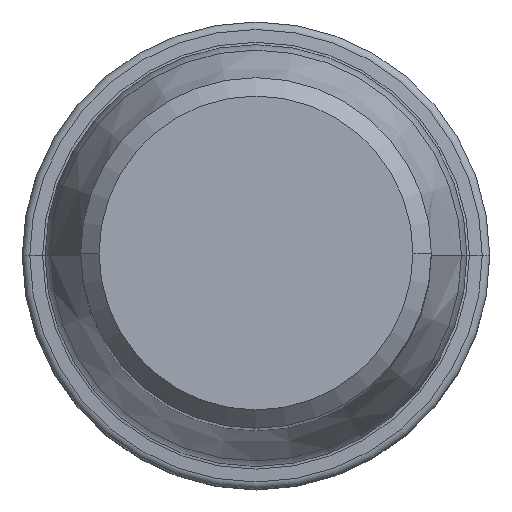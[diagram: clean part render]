
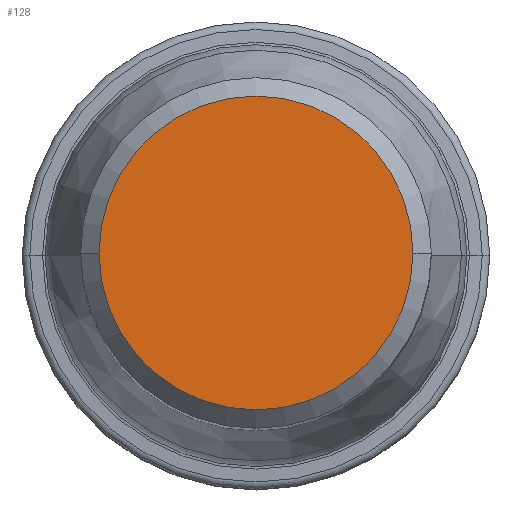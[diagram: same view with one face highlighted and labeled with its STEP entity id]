
A CAD part, top view. The second image highlights one B-rep face of the part: STEP entity #128.
In plain terms, the highlighted planar face has unit normal (0, 0, 1).
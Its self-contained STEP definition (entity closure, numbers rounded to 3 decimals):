
#50=PLANE('',#1167);
#128=ADVANCED_FACE('',(#196),#50,.F.);
#196=FACE_OUTER_BOUND('',#260,.T.);
#260=EDGE_LOOP('',(#404,#405));
#404=ORIENTED_EDGE('',*,*,#688,.T.);
#405=ORIENTED_EDGE('',*,*,#689,.T.);
#590=VERTEX_POINT('',#1907);
#591=VERTEX_POINT('',#1908);
#688=EDGE_CURVE('',#590,#591,#821,.T.);
#689=EDGE_CURVE('',#591,#590,#822,.T.);
#821=CIRCLE('',#1165,8.525);
#822=CIRCLE('',#1166,8.525);
#1165=AXIS2_PLACEMENT_3D('',#1906,#1444,#1445);
#1166=AXIS2_PLACEMENT_3D('',#1909,#1446,#1447);
#1167=AXIS2_PLACEMENT_3D('',#1910,#1448,#1449);
#1444=DIRECTION('',(0.,0.,1.));
#1445=DIRECTION('',(-1.,0.,0.));
#1446=DIRECTION('',(0.,0.,1.));
#1447=DIRECTION('',(1.,0.,0.));
#1448=DIRECTION('',(0.,0.,-1.));
#1449=DIRECTION('',(1.,0.,0.));
#1906=CARTESIAN_POINT('',(0.,0.,0.));
#1907=CARTESIAN_POINT('',(-8.525,0.,0.));
#1908=CARTESIAN_POINT('',(8.525,0.,0.));
#1909=CARTESIAN_POINT('',(0.,0.,0.));
#1910=CARTESIAN_POINT('',(0.,0.,0.));
